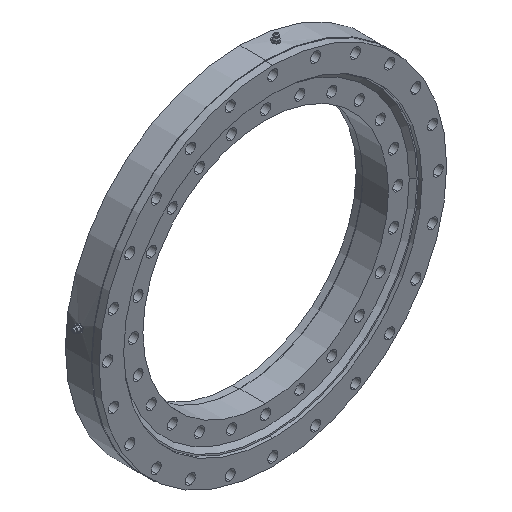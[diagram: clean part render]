
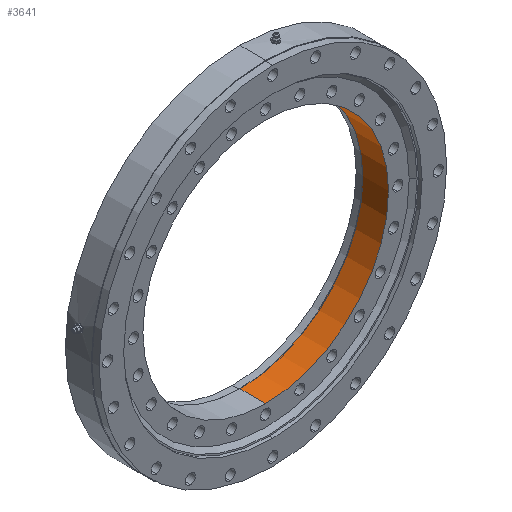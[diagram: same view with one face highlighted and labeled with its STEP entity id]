
A CAD part, isometric view. The second image highlights one B-rep face of the part: STEP entity #3641.
In plain terms, the highlighted cylindrical face has radius 171 mm (diameter 342 mm), a partial arc.
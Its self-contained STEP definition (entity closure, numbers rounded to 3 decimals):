
#85 = CARTESIAN_POINT ( 'NONE',  ( 0., 31.029, 0. ) ) ;
#296 = CARTESIAN_POINT ( 'NONE',  ( 0., 31.029, 171. ) ) ;
#303 = VERTEX_POINT ( 'NONE', #852 ) ;
#765 = DIRECTION ( 'NONE',  ( 0., 1., 0. ) ) ;
#780 = DIRECTION ( 'NONE',  ( 0., 0., 1. ) ) ;
#852 = CARTESIAN_POINT ( 'NONE',  ( 0., 18., -171. ) ) ;
#1172 = CARTESIAN_POINT ( 'NONE',  ( 0., 18., 0. ) ) ;
#1322 = DIRECTION ( 'NONE',  ( 0., -1., 0. ) ) ;
#1396 = DIRECTION ( 'NONE',  ( 0., 0., 1. ) ) ;
#1503 = AXIS2_PLACEMENT_3D ( 'NONE', #1172, #1322, #1396 ) ;
#1561 = CYLINDRICAL_SURFACE ( 'NONE', #3439, 171. ) ;
#1586 = DIRECTION ( 'NONE',  ( 0., 1., 0. ) ) ;
#1696 = EDGE_CURVE ( 'NONE', #6157, #7219, #7750, .T. ) ;
#2075 = CARTESIAN_POINT ( 'NONE',  ( 0., -18., 0. ) ) ;
#2109 = EDGE_CURVE ( 'NONE', #303, #2695, #6584, .T. ) ;
#2371 = EDGE_LOOP ( 'NONE', ( #4711, #3164, #6545, #4603 ) ) ;
#2695 = VERTEX_POINT ( 'NONE', #5361 ) ;
#2927 = LINE ( 'NONE', #296, #6283 ) ;
#3164 = ORIENTED_EDGE ( 'NONE', *, *, #1696, .F. ) ;
#3168 = LINE ( 'NONE', #3446, #6942 ) ;
#3439 = AXIS2_PLACEMENT_3D ( 'NONE', #85, #8110, #3901 ) ;
#3446 = CARTESIAN_POINT ( 'NONE',  ( 0., 31.029, -171. ) ) ;
#3641 = ADVANCED_FACE ( 'NONE', ( #5557 ), #1561, .F. ) ;
#3901 = DIRECTION ( 'NONE',  ( 0., 0., 1. ) ) ;
#3976 = DIRECTION ( 'NONE',  ( 0., 1., 0. ) ) ;
#4603 = ORIENTED_EDGE ( 'NONE', *, *, #2109, .F. ) ;
#4711 = ORIENTED_EDGE ( 'NONE', *, *, #4966, .F. ) ;
#4966 = EDGE_CURVE ( 'NONE', #7219, #303, #3168, .T. ) ;
#5342 = CARTESIAN_POINT ( 'NONE',  ( 0., -18., 171. ) ) ;
#5361 = CARTESIAN_POINT ( 'NONE',  ( 0., 18., 171. ) ) ;
#5557 = FACE_OUTER_BOUND ( 'NONE', #2371, .T. ) ;
#6070 = AXIS2_PLACEMENT_3D ( 'NONE', #2075, #765, #780 ) ;
#6157 = VERTEX_POINT ( 'NONE', #5342 ) ;
#6283 = VECTOR ( 'NONE', #3976, 1000. ) ;
#6545 = ORIENTED_EDGE ( 'NONE', *, *, #7060, .T. ) ;
#6584 = CIRCLE ( 'NONE', #1503, 171. ) ;
#6942 = VECTOR ( 'NONE', #1586, 1000. ) ;
#7060 = EDGE_CURVE ( 'NONE', #6157, #2695, #2927, .T. ) ;
#7219 = VERTEX_POINT ( 'NONE', #7995 ) ;
#7750 = CIRCLE ( 'NONE', #6070, 171. ) ;
#7995 = CARTESIAN_POINT ( 'NONE',  ( 0., -18., -171. ) ) ;
#8110 = DIRECTION ( 'NONE',  ( 0., 1., 0. ) ) ;
